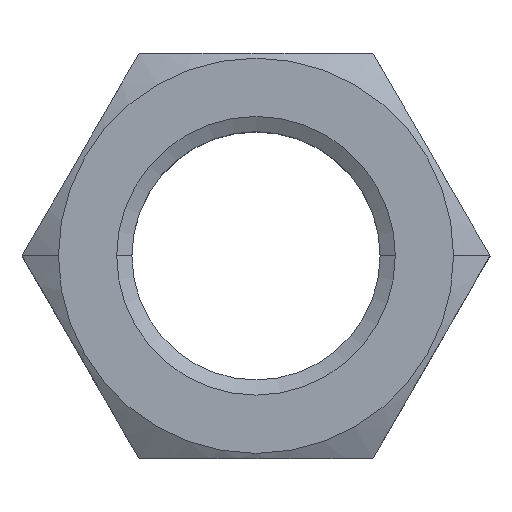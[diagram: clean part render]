
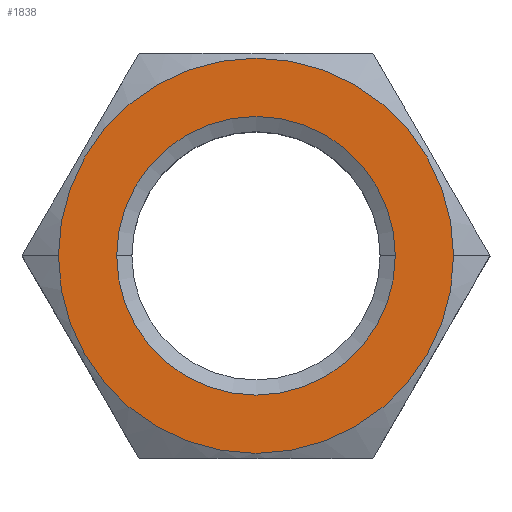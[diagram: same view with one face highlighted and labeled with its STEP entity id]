
A CAD part, top view. The second image highlights one B-rep face of the part: STEP entity #1838.
In plain terms, the highlighted planar face has unit normal (0, 0, 1).
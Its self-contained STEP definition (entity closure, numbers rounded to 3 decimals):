
#32 = CARTESIAN_POINT ( 'NONE',  ( 14.625, 0., 0. ) ) ;
#83 = ORIENTED_EDGE ( 'NONE', *, *, #2421, .F. ) ;
#90 = CARTESIAN_POINT ( 'NONE',  ( 10.313, 0., 0. ) ) ;
#101 = ORIENTED_EDGE ( 'NONE', *, *, #2138, .F. ) ;
#304 = VERTEX_POINT ( 'NONE', #2643 ) ;
#330 = DIRECTION ( 'NONE',  ( 0., 0., -1. ) ) ;
#381 = AXIS2_PLACEMENT_3D ( 'NONE', #2779, #2790, #2798 ) ;
#483 = DIRECTION ( 'NONE',  ( 1., 0., 0. ) ) ;
#568 = CIRCLE ( 'NONE', #696, 14.625 ) ;
#622 = CARTESIAN_POINT ( 'NONE',  ( 0., 0., 0. ) ) ;
#696 = AXIS2_PLACEMENT_3D ( 'NONE', #2127, #2134, #2142 ) ;
#938 = AXIS2_PLACEMENT_3D ( 'NONE', #1923, #1201, #483 ) ;
#946 = EDGE_CURVE ( 'NONE', #304, #2424, #2578, .T. ) ;
#953 = EDGE_LOOP ( 'NONE', ( #1006, #2856 ) ) ;
#963 = EDGE_LOOP ( 'NONE', ( #101, #83 ) ) ;
#1006 = ORIENTED_EDGE ( 'NONE', *, *, #2741, .T. ) ;
#1071 = DIRECTION ( 'NONE',  ( 1., 0., 0. ) ) ;
#1201 = DIRECTION ( 'NONE',  ( 0., 0., 1. ) ) ;
#1470 = PLANE ( 'NONE',  #938 ) ;
#1478 = AXIS2_PLACEMENT_3D ( 'NONE', #2163, #1811, #1544 ) ;
#1517 = FACE_OUTER_BOUND ( 'NONE', #963, .T. ) ;
#1544 = DIRECTION ( 'NONE',  ( -1., 0., 0. ) ) ;
#1594 = VERTEX_POINT ( 'NONE', #32 ) ;
#1738 = AXIS2_PLACEMENT_3D ( 'NONE', #622, #330, #1071 ) ;
#1740 = FACE_BOUND ( 'NONE', #953, .T. ) ;
#1761 = CARTESIAN_POINT ( 'NONE',  ( -14.625, 0., 0. ) ) ;
#1811 = DIRECTION ( 'NONE',  ( 0., 0., -1. ) ) ;
#1838 = ADVANCED_FACE ( 'NONE', ( #1740, #1517 ), #1470, .T. ) ;
#1923 = CARTESIAN_POINT ( 'NONE',  ( 8.66, -15., 0. ) ) ;
#2071 = CIRCLE ( 'NONE', #1738, 10.313 ) ;
#2127 = CARTESIAN_POINT ( 'NONE',  ( 0., 0., 0. ) ) ;
#2134 = DIRECTION ( 'NONE',  ( 0., 0., -1. ) ) ;
#2138 = EDGE_CURVE ( 'NONE', #2609, #1594, #568, .T. ) ;
#2142 = DIRECTION ( 'NONE',  ( -1., 0., 0. ) ) ;
#2163 = CARTESIAN_POINT ( 'NONE',  ( 0., 0., 0. ) ) ;
#2421 = EDGE_CURVE ( 'NONE', #1594, #2609, #2555, .T. ) ;
#2424 = VERTEX_POINT ( 'NONE', #90 ) ;
#2555 = CIRCLE ( 'NONE', #1478, 14.625 ) ;
#2578 = CIRCLE ( 'NONE', #381, 10.313 ) ;
#2609 = VERTEX_POINT ( 'NONE', #1761 ) ;
#2643 = CARTESIAN_POINT ( 'NONE',  ( -10.313, 0., 0. ) ) ;
#2741 = EDGE_CURVE ( 'NONE', #2424, #304, #2071, .T. ) ;
#2779 = CARTESIAN_POINT ( 'NONE',  ( 0., 0., 0. ) ) ;
#2790 = DIRECTION ( 'NONE',  ( 0., 0., -1. ) ) ;
#2798 = DIRECTION ( 'NONE',  ( 1., 0., 0. ) ) ;
#2856 = ORIENTED_EDGE ( 'NONE', *, *, #946, .T. ) ;
